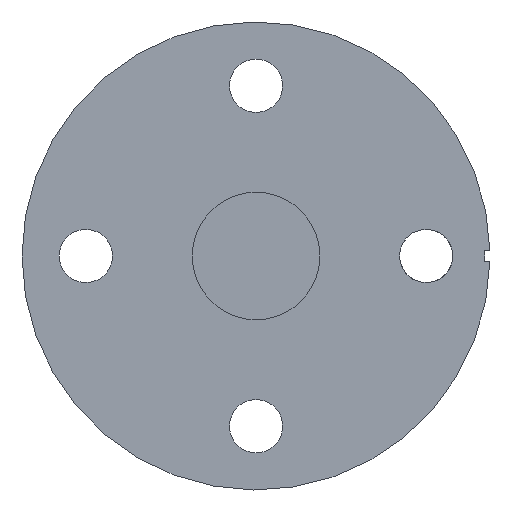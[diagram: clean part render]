
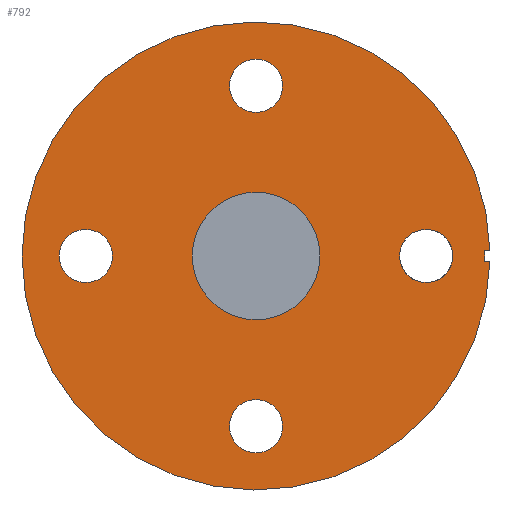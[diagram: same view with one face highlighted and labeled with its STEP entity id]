
A CAD part, front view. The second image highlights one B-rep face of the part: STEP entity #792.
In plain terms, the highlighted planar face has unit normal (0, -1, 0).
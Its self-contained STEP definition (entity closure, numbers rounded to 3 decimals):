
#25=PLANE('',#892);
#68=LINE('',#1457,#110);
#69=LINE('',#1458,#111);
#70=LINE('',#1459,#112);
#110=VECTOR('',#1086,0.5);
#111=VECTOR('',#1087,0.247);
#112=VECTOR('',#1088,0.247);
#162=FACE_BOUND('',#261,.T.);
#163=FACE_BOUND('',#262,.T.);
#164=FACE_BOUND('',#263,.T.);
#165=FACE_BOUND('',#264,.T.);
#166=FACE_BOUND('',#265,.T.);
#195=FACE_OUTER_BOUND('',#260,.T.);
#260=EDGE_LOOP('',(#664,#665,#666,#667));
#261=EDGE_LOOP('',(#668));
#262=EDGE_LOOP('',(#669));
#263=EDGE_LOOP('',(#670));
#264=EDGE_LOOP('',(#671));
#265=EDGE_LOOP('',(#672));
#333=CIRCLE('',#858,1.25);
#334=CIRCLE('',#860,1.25);
#335=CIRCLE('',#862,1.25);
#337=CIRCLE('',#865,1.25);
#343=CIRCLE('',#875,3.);
#345=CIRCLE('',#878,11.);
#401=VERTEX_POINT('',#1371);
#402=VERTEX_POINT('',#1374);
#403=VERTEX_POINT('',#1377);
#404=VERTEX_POINT('',#1381);
#410=VERTEX_POINT('',#1397);
#413=VERTEX_POINT('',#1403);
#414=VERTEX_POINT('',#1405);
#427=VERTEX_POINT('',#1455);
#428=VERTEX_POINT('',#1456);
#483=EDGE_CURVE('',#401,#401,#333,.T.);
#484=EDGE_CURVE('',#402,#402,#334,.T.);
#485=EDGE_CURVE('',#403,#403,#335,.T.);
#487=EDGE_CURVE('',#404,#404,#337,.T.);
#493=EDGE_CURVE('',#410,#410,#343,.T.);
#496=EDGE_CURVE('',#413,#414,#345,.T.);
#522=EDGE_CURVE('',#427,#428,#68,.T.);
#523=EDGE_CURVE('',#427,#414,#69,.T.);
#524=EDGE_CURVE('',#428,#413,#70,.T.);
#664=ORIENTED_EDGE('',*,*,#522,.F.);
#665=ORIENTED_EDGE('',*,*,#523,.T.);
#666=ORIENTED_EDGE('',*,*,#496,.F.);
#667=ORIENTED_EDGE('',*,*,#524,.F.);
#668=ORIENTED_EDGE('',*,*,#484,.T.);
#669=ORIENTED_EDGE('',*,*,#485,.T.);
#670=ORIENTED_EDGE('',*,*,#487,.T.);
#671=ORIENTED_EDGE('',*,*,#493,.T.);
#672=ORIENTED_EDGE('',*,*,#483,.T.);
#792=ADVANCED_FACE('',(#195,#162,#163,#164,#165,#166),#25,.F.);
#858=AXIS2_PLACEMENT_3D('',#1372,#993,#994);
#860=AXIS2_PLACEMENT_3D('',#1375,#997,#998);
#862=AXIS2_PLACEMENT_3D('',#1378,#1001,#1002);
#865=AXIS2_PLACEMENT_3D('',#1382,#1007,#1008);
#875=AXIS2_PLACEMENT_3D('',#1398,#1027,#1028);
#878=AXIS2_PLACEMENT_3D('',#1406,#1034,#1035);
#892=AXIS2_PLACEMENT_3D('',#1454,#1084,#1085);
#993=DIRECTION('center_axis',(0.,1.,0.));
#994=DIRECTION('ref_axis',(0.,0.,1.));
#997=DIRECTION('center_axis',(0.,1.,0.));
#998=DIRECTION('ref_axis',(0.,0.,1.));
#1001=DIRECTION('center_axis',(0.,1.,0.));
#1002=DIRECTION('ref_axis',(0.,0.,1.));
#1007=DIRECTION('center_axis',(0.,1.,0.));
#1008=DIRECTION('ref_axis',(0.,0.,1.));
#1027=DIRECTION('center_axis',(0.,1.,0.));
#1028=DIRECTION('ref_axis',(0.,0.,1.));
#1034=DIRECTION('center_axis',(0.,1.,0.));
#1035=DIRECTION('ref_axis',(0.,0.,1.));
#1084=DIRECTION('center_axis',(0.,1.,0.));
#1085=DIRECTION('ref_axis',(0.,0.,1.));
#1086=DIRECTION('',(0.,0.,-1.));
#1087=DIRECTION('',(1.,0.,0.));
#1088=DIRECTION('',(1.,0.,0.));
#1371=CARTESIAN_POINT('',(-8.,-2.,1.25));
#1372=CARTESIAN_POINT('Origin',(-8.,-2.,0.));
#1374=CARTESIAN_POINT('',(0.,-2.,9.25));
#1375=CARTESIAN_POINT('Origin',(0.,-2.,8.));
#1377=CARTESIAN_POINT('',(8.,-2.,1.25));
#1378=CARTESIAN_POINT('Origin',(8.,-2.,0.));
#1381=CARTESIAN_POINT('',(0.,-2.,-6.75));
#1382=CARTESIAN_POINT('Origin',(0.,-2.,-8.));
#1397=CARTESIAN_POINT('',(0.,-2.,3.));
#1398=CARTESIAN_POINT('Origin',(0.,-2.,0.));
#1403=CARTESIAN_POINT('',(10.997,-2.,-0.25));
#1405=CARTESIAN_POINT('',(10.997,-2.,0.25));
#1406=CARTESIAN_POINT('Origin',(0.,-2.,0.));
#1454=CARTESIAN_POINT('Origin',(0.,-2.,0.));
#1455=CARTESIAN_POINT('',(10.75,-2.,0.25));
#1456=CARTESIAN_POINT('',(10.75,-2.,-0.25));
#1457=CARTESIAN_POINT('',(10.75,-2.,0.25));
#1458=CARTESIAN_POINT('',(10.75,-2.,0.25));
#1459=CARTESIAN_POINT('',(10.75,-2.,-0.25));
